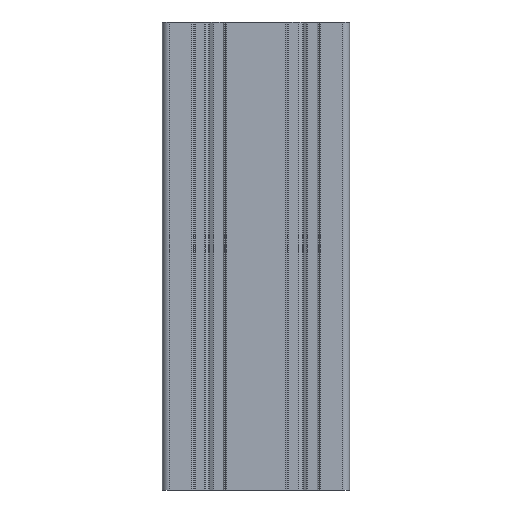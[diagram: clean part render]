
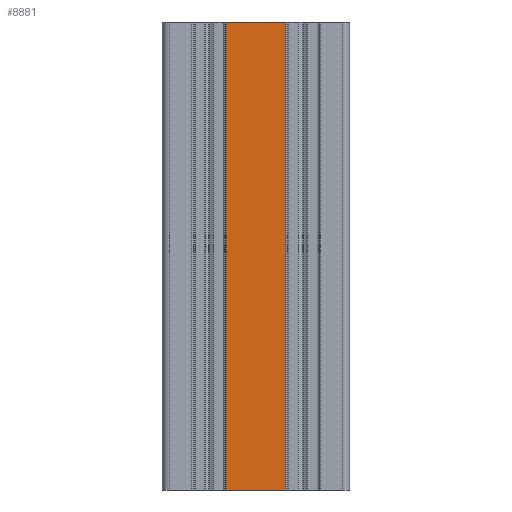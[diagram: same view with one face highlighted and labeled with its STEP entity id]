
A CAD part, left-side view. The second image highlights one B-rep face of the part: STEP entity #8881.
In plain terms, the highlighted planar face has unit normal (-1, 0, 0).
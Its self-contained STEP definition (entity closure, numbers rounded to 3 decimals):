
#11 = CARTESIAN_POINT ( 'NONE',  ( -10., 3.65, 100. ) ) ;
#514 = VERTEX_POINT ( 'NONE', #9312 ) ;
#761 = VECTOR ( 'NONE', #6652, 1000. ) ;
#875 = VERTEX_POINT ( 'NONE', #4137 ) ;
#1383 = ORIENTED_EDGE ( 'NONE', *, *, #7152, .F. ) ;
#1407 = CARTESIAN_POINT ( 'NONE',  ( -10., 3.65, 100. ) ) ;
#1711 = CARTESIAN_POINT ( 'NONE',  ( -10., 3.65, 0. ) ) ;
#2024 = CARTESIAN_POINT ( 'NONE',  ( -10., 16.3, 100. ) ) ;
#2172 = VERTEX_POINT ( 'NONE', #7814 ) ;
#2961 = LINE ( 'NONE', #5977, #8342 ) ;
#2985 = AXIS2_PLACEMENT_3D ( 'NONE', #11, #4713, #7414 ) ;
#3295 = CARTESIAN_POINT ( 'NONE',  ( -10., 16.3, 100. ) ) ;
#3477 = VERTEX_POINT ( 'NONE', #1711 ) ;
#3639 = LINE ( 'NONE', #2024, #761 ) ;
#4133 = VECTOR ( 'NONE', #6517, 1000. ) ;
#4137 = CARTESIAN_POINT ( 'NONE',  ( -10., 3.65, 100. ) ) ;
#4279 = VECTOR ( 'NONE', #9246, 1000. ) ;
#4539 = EDGE_CURVE ( 'NONE', #514, #875, #3639, .T. ) ;
#4713 = DIRECTION ( 'NONE',  ( 1., 0., 0. ) ) ;
#4718 = ORIENTED_EDGE ( 'NONE', *, *, #8990, .T. ) ;
#4822 = LINE ( 'NONE', #3295, #4279 ) ;
#5235 = DIRECTION ( 'NONE',  ( 0., -1., 0. ) ) ;
#5977 = CARTESIAN_POINT ( 'NONE',  ( -10., 3.65, 0. ) ) ;
#6226 = EDGE_CURVE ( 'NONE', #514, #2172, #4822, .T. ) ;
#6370 = ORIENTED_EDGE ( 'NONE', *, *, #6226, .T. ) ;
#6433 = ORIENTED_EDGE ( 'NONE', *, *, #4539, .F. ) ;
#6517 = DIRECTION ( 'NONE',  ( 0., 0., -1. ) ) ;
#6652 = DIRECTION ( 'NONE',  ( 0., -1., 0. ) ) ;
#7152 = EDGE_CURVE ( 'NONE', #875, #3477, #8147, .T. ) ;
#7414 = DIRECTION ( 'NONE',  ( 0., 1., 0. ) ) ;
#7814 = CARTESIAN_POINT ( 'NONE',  ( -10., 16.3, 0. ) ) ;
#8147 = LINE ( 'NONE', #1407, #4133 ) ;
#8342 = VECTOR ( 'NONE', #5235, 1000. ) ;
#8737 = EDGE_LOOP ( 'NONE', ( #4718, #1383, #6433, #6370 ) ) ;
#8881 = ADVANCED_FACE ( 'NONE', ( #8928 ), #9192, .F. ) ;
#8928 = FACE_OUTER_BOUND ( 'NONE', #8737, .T. ) ;
#8990 = EDGE_CURVE ( 'NONE', #2172, #3477, #2961, .T. ) ;
#9192 = PLANE ( 'NONE',  #2985 ) ;
#9246 = DIRECTION ( 'NONE',  ( 0., 0., -1. ) ) ;
#9312 = CARTESIAN_POINT ( 'NONE',  ( -10., 16.3, 100. ) ) ;
